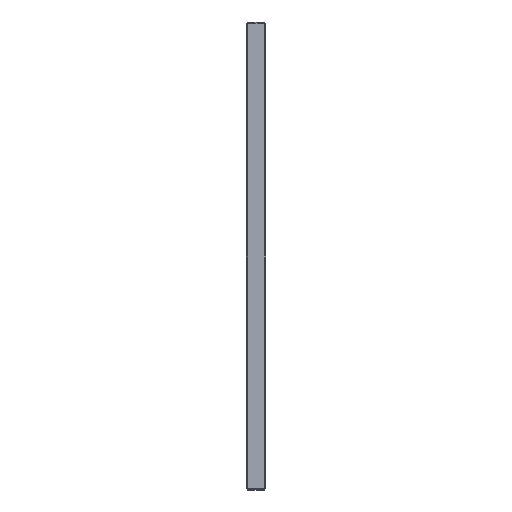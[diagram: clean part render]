
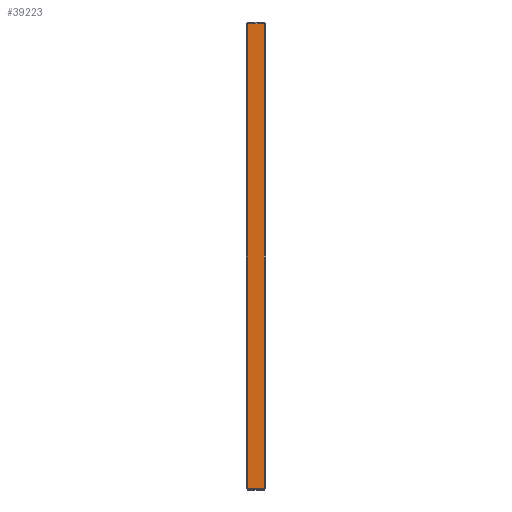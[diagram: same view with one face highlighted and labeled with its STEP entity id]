
A CAD part, left-side view. The second image highlights one B-rep face of the part: STEP entity #39223.
In plain terms, the highlighted planar face has unit normal (-1, 0, 0).
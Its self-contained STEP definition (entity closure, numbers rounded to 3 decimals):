
#874 = CARTESIAN_POINT ( 'NONE',  ( -300., 11.7, 149. ) ) ;
#1691 = DIRECTION ( 'NONE',  ( 0., 0., -1. ) ) ;
#2756 = CARTESIAN_POINT ( 'NONE',  ( -300., 12.7, -149. ) ) ;
#4336 = FACE_OUTER_BOUND ( 'NONE', #44400, .T. ) ;
#5183 = CARTESIAN_POINT ( 'NONE',  ( -300., 1., 149. ) ) ;
#5336 = CARTESIAN_POINT ( 'NONE',  ( -300., 1., -149. ) ) ;
#6464 = EDGE_CURVE ( 'NONE', #21236, #12799, #24964, .T. ) ;
#6612 = VECTOR ( 'NONE', #13004, 1000. ) ;
#8343 = DIRECTION ( 'NONE',  ( 1., 0., 0. ) ) ;
#8457 = DIRECTION ( 'NONE',  ( 0., 1., 0. ) ) ;
#8470 = VERTEX_POINT ( 'NONE', #5183 ) ;
#9017 = EDGE_CURVE ( 'NONE', #8470, #9476, #17734, .T. ) ;
#9476 = VERTEX_POINT ( 'NONE', #874 ) ;
#10042 = ORIENTED_EDGE ( 'NONE', *, *, #29141, .T. ) ;
#11226 = CARTESIAN_POINT ( 'NONE',  ( -300., 11.7, -149. ) ) ;
#11669 = CARTESIAN_POINT ( 'NONE',  ( -300., 12.7, 150. ) ) ;
#12799 = VERTEX_POINT ( 'NONE', #5336 ) ;
#13004 = DIRECTION ( 'NONE',  ( 0., -1., 0. ) ) ;
#15326 = LINE ( 'NONE', #39495, #24510 ) ;
#17734 = LINE ( 'NONE', #29105, #44210 ) ;
#19656 = EDGE_CURVE ( 'NONE', #9476, #21236, #15326, .T. ) ;
#21236 = VERTEX_POINT ( 'NONE', #11226 ) ;
#22022 = PLANE ( 'NONE',  #25593 ) ;
#22976 = LINE ( 'NONE', #31059, #40237 ) ;
#24129 = DIRECTION ( 'NONE',  ( 0., 0., 1. ) ) ;
#24510 = VECTOR ( 'NONE', #1691, 1000. ) ;
#24964 = LINE ( 'NONE', #2756, #6612 ) ;
#25593 = AXIS2_PLACEMENT_3D ( 'NONE', #11669, #8343, #32441 ) ;
#29105 = CARTESIAN_POINT ( 'NONE',  ( -300., 12.7, 149. ) ) ;
#29141 = EDGE_CURVE ( 'NONE', #12799, #8470, #22976, .T. ) ;
#29260 = ORIENTED_EDGE ( 'NONE', *, *, #9017, .T. ) ;
#31059 = CARTESIAN_POINT ( 'NONE',  ( -300., 1., 150. ) ) ;
#32441 = DIRECTION ( 'NONE',  ( 0., 0., -1. ) ) ;
#37765 = ORIENTED_EDGE ( 'NONE', *, *, #19656, .T. ) ;
#39223 = ADVANCED_FACE ( 'NONE', ( #4336 ), #22022, .F. ) ;
#39495 = CARTESIAN_POINT ( 'NONE',  ( -300., 11.7, -150. ) ) ;
#40237 = VECTOR ( 'NONE', #24129, 1000. ) ;
#40847 = ORIENTED_EDGE ( 'NONE', *, *, #6464, .T. ) ;
#44210 = VECTOR ( 'NONE', #8457, 1000. ) ;
#44400 = EDGE_LOOP ( 'NONE', ( #37765, #40847, #10042, #29260 ) ) ;
